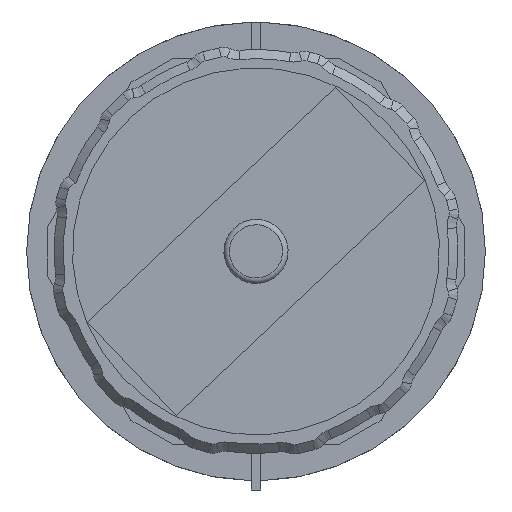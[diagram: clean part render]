
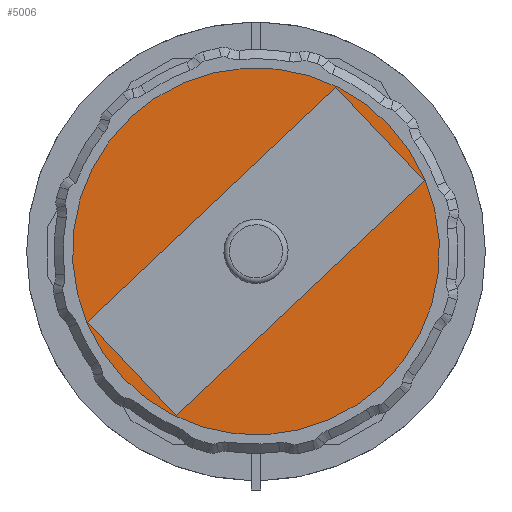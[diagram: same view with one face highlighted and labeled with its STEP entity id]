
A CAD part, front view. The second image highlights one B-rep face of the part: STEP entity #5006.
In plain terms, the highlighted planar face has unit normal (0, -1, 0).
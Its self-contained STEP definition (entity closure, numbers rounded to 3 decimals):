
#95=FACE_BOUND('',#820,.T.);
#272=PLANE('',#5629);
#525=FACE_OUTER_BOUND('',#819,.T.);
#819=EDGE_LOOP('',(#3922));
#820=EDGE_LOOP('',(#3923,#3924,#3925,#3926));
#1173=LINE('',#8108,#1582);
#1177=LINE('',#8116,#1586);
#1180=LINE('',#8122,#1589);
#1183=LINE('',#8127,#1592);
#1582=VECTOR('',#6701,10.);
#1586=VECTOR('',#6707,10.);
#1589=VECTOR('',#6712,10.);
#1592=VECTOR('',#6717,10.);
#2003=CIRCLE('',#5628,10.);
#2293=VERTEX_POINT('',#8106);
#2294=VERTEX_POINT('',#8107);
#2297=VERTEX_POINT('',#8115);
#2299=VERTEX_POINT('',#8121);
#2301=VERTEX_POINT('',#8131);
#2870=EDGE_CURVE('',#2293,#2294,#1173,.T.);
#2874=EDGE_CURVE('',#2294,#2297,#1177,.T.);
#2877=EDGE_CURVE('',#2297,#2299,#1180,.T.);
#2880=EDGE_CURVE('',#2299,#2293,#1183,.T.);
#2882=EDGE_CURVE('',#2301,#2301,#2003,.T.);
#3922=ORIENTED_EDGE('',*,*,#2882,.T.);
#3923=ORIENTED_EDGE('',*,*,#2870,.T.);
#3924=ORIENTED_EDGE('',*,*,#2874,.T.);
#3925=ORIENTED_EDGE('',*,*,#2877,.T.);
#3926=ORIENTED_EDGE('',*,*,#2880,.T.);
#5006=ADVANCED_FACE('',(#525,#95),#272,.F.);
#5628=AXIS2_PLACEMENT_3D('',#8132,#6723,#6724);
#5629=AXIS2_PLACEMENT_3D('',#8133,#6725,#6726);
#6701=DIRECTION('',(0.,0.,1.));
#6707=DIRECTION('',(1.,0.,0.));
#6712=DIRECTION('',(0.,0.,-1.));
#6717=DIRECTION('',(-1.,0.,0.));
#6723=DIRECTION('center_axis',(0.,-1.,0.));
#6724=DIRECTION('ref_axis',(-1.,0.,0.));
#6725=DIRECTION('center_axis',(0.,1.,0.));
#6726=DIRECTION('ref_axis',(0.,0.,1.));
#8106=CARTESIAN_POINT('',(-9.3,-0.2,-3.5));
#8107=CARTESIAN_POINT('',(-9.3,-0.2,3.5));
#8108=CARTESIAN_POINT('',(-9.3,-0.2,1.75));
#8115=CARTESIAN_POINT('',(9.3,-0.2,3.5));
#8116=CARTESIAN_POINT('',(4.65,-0.2,3.5));
#8121=CARTESIAN_POINT('',(9.3,-0.2,-3.5));
#8122=CARTESIAN_POINT('',(9.3,-0.2,-1.75));
#8127=CARTESIAN_POINT('',(-4.65,-0.2,-3.5));
#8131=CARTESIAN_POINT('',(10.,-0.2,0.));
#8132=CARTESIAN_POINT('Origin',(0.,-0.2,0.));
#8133=CARTESIAN_POINT('Origin',(0.,-0.2,0.));
